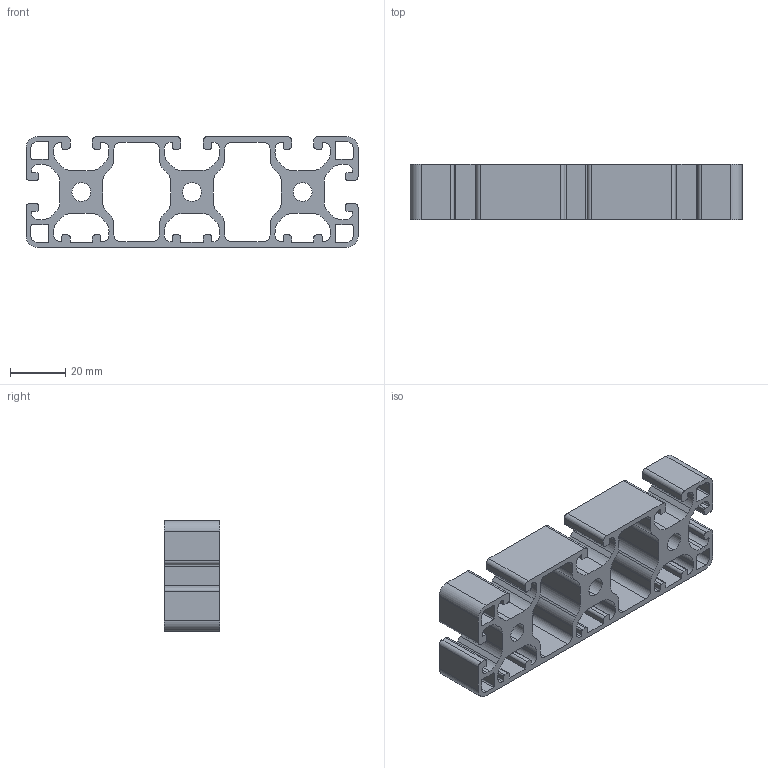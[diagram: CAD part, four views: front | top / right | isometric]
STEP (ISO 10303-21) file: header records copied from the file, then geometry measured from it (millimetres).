
FILE_DESCRIPTION (( 'STEP AP203' ), '1' );
FILE_NAME ('281120921_c_1.STEP', '2024-03-16T01:01:21', ( '' ), ( '' ), 'SwSTEP 2.0', 'SolidWorks 2014', '' );
FILE_SCHEMA (( 'CONFIG_CONTROL_DESIGN' ));
Length unit declared in the file: millimetre
Products named in the file (1): 281120921_c_1
Bounding box: 120 x 20 x 40 mm (x, y, z)
Volume: 33522.2 mm3; surface area: 25447.8 mm2
Topology: 1 solids, 1 shells, 308 faces, 918 edges, 612 vertices
Faces by surface type: cylinder 156, plane 152
Entity records: 10559 total; most frequent: DIRECTION 1848, CARTESIAN_POINT 1839, ORIENTED_EDGE 1836, EDGE_CURVE 918, AXIS2_PLACEMENT_3D 621, VERTEX_POINT 612, VECTOR 606, LINE 606
